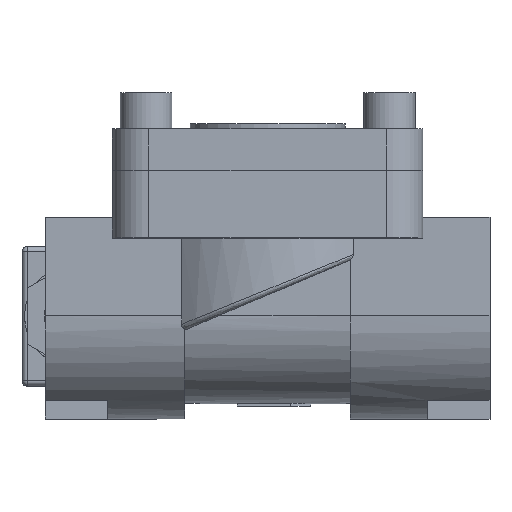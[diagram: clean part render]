
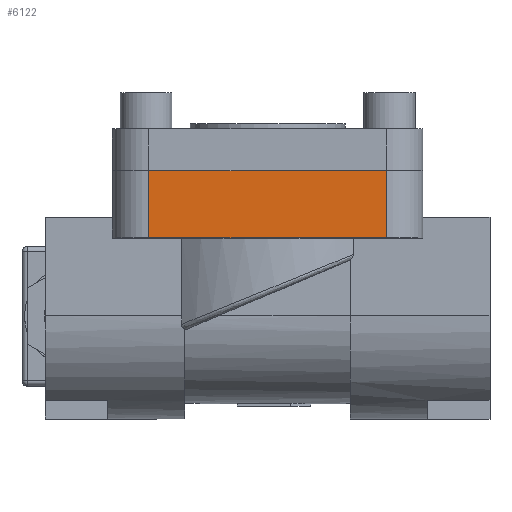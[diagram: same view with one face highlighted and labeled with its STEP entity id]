
A CAD part, top view. The second image highlights one B-rep face of the part: STEP entity #6122.
In plain terms, the highlighted planar face has unit normal (0, 0, 1).
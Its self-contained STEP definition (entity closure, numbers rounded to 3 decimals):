
#302=PLANE('',#6603);
#568=FACE_OUTER_BOUND('',#942,.T.);
#942=EDGE_LOOP('',(#4793,#4794,#4795,#4796));
#1314=LINE('',#9503,#1885);
#1443=LINE('',#9847,#2014);
#1444=LINE('',#9850,#2015);
#1445=LINE('',#9851,#2016);
#1885=VECTOR('',#7380,10.);
#2014=VECTOR('',#7717,10.);
#2015=VECTOR('',#7720,10.);
#2016=VECTOR('',#7721,10.);
#2729=VERTEX_POINT('',#9500);
#2730=VERTEX_POINT('',#9502);
#2841=VERTEX_POINT('',#9845);
#2842=VERTEX_POINT('',#9849);
#3380=EDGE_CURVE('',#2730,#2729,#1314,.T.);
#3548=EDGE_CURVE('',#2729,#2841,#1443,.T.);
#3549=EDGE_CURVE('',#2842,#2841,#1444,.T.);
#3550=EDGE_CURVE('',#2730,#2842,#1445,.T.);
#4793=ORIENTED_EDGE('',*,*,#3380,.T.);
#4794=ORIENTED_EDGE('',*,*,#3548,.T.);
#4795=ORIENTED_EDGE('',*,*,#3549,.F.);
#4796=ORIENTED_EDGE('',*,*,#3550,.F.);
#6122=ADVANCED_FACE('',(#568),#302,.T.);
#6603=AXIS2_PLACEMENT_3D('',#9848,#7718,#7719);
#7380=DIRECTION('',(1.,0.,0.));
#7717=DIRECTION('',(0.,1.,0.));
#7718=DIRECTION('center_axis',(0.,0.,1.));
#7719=DIRECTION('ref_axis',(1.,0.,0.));
#7720=DIRECTION('',(1.,0.,0.));
#7721=DIRECTION('',(0.,1.,0.));
#9500=CARTESIAN_POINT('',(23.,0.,30.));
#9502=CARTESIAN_POINT('',(-23.,0.,30.));
#9503=CARTESIAN_POINT('',(-23.,0.,30.));
#9845=CARTESIAN_POINT('',(23.,13.,30.));
#9847=CARTESIAN_POINT('',(23.,0.,30.));
#9848=CARTESIAN_POINT('Origin',(-23.,0.,30.));
#9849=CARTESIAN_POINT('',(-23.,13.,30.));
#9850=CARTESIAN_POINT('',(-23.,13.,30.));
#9851=CARTESIAN_POINT('',(-23.,0.,30.));
